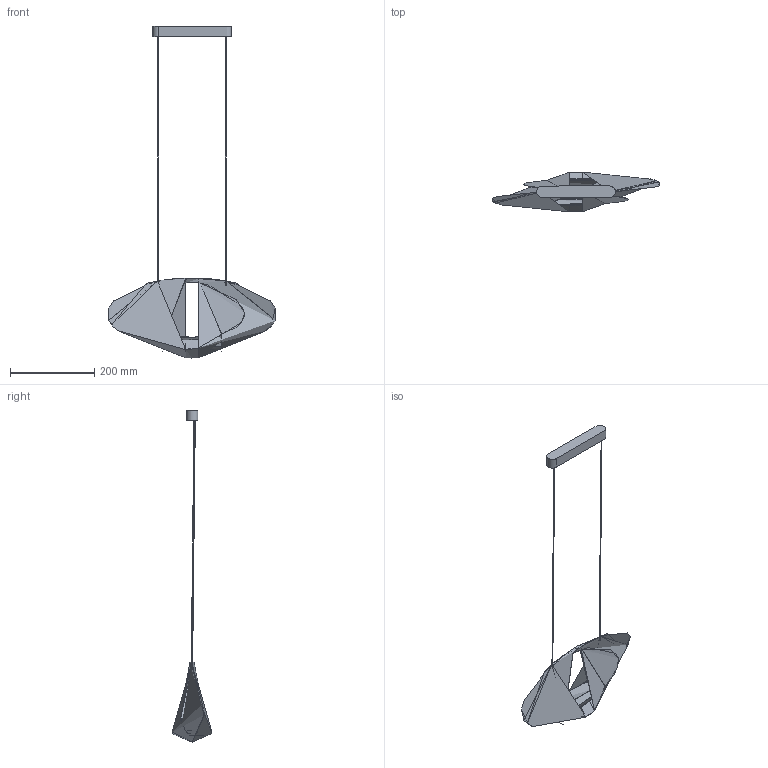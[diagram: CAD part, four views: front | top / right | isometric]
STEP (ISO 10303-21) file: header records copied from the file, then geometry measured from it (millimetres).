
FILE_DESCRIPTION(/* description */ (''),/* implementation_level */ '2;1');
FILE_NAME(/* name */ 'Cabildo sospensione',/* time_stamp */ '2009-05-14T15:13:35+02:00',/* author */ (''),/* organization */ (''),/* preprocessor_version */ 'ST-DEVELOPER v10',/* originating_system */ '',/* authorisation */ '');
FILE_SCHEMA (('CONFIG_CONTROL_DESIGN'));
Length unit declared in the file: centimetre
Products named in the file (1): 1
Bounding box: 396.71 x 94.7 x 788.24 mm (x, y, z)
Volume: 125716.2 mm3; surface area: 157891.2 mm2
Topology: 3 solids, 11 shells, 115 faces, 453 edges, 346 vertices
Faces by surface type: bspline 115
Entity records: 11611 total; most frequent: CARTESIAN_POINT 9143, ORIENTED_EDGE 688, EDGE_CURVE 457, B_SPLINE_CURVE_WITH_KNOTS 405, VERTEX_POINT 358, EDGE_LOOP 125, ADVANCED_FACE 115, FACE_OUTER_BOUND 115
